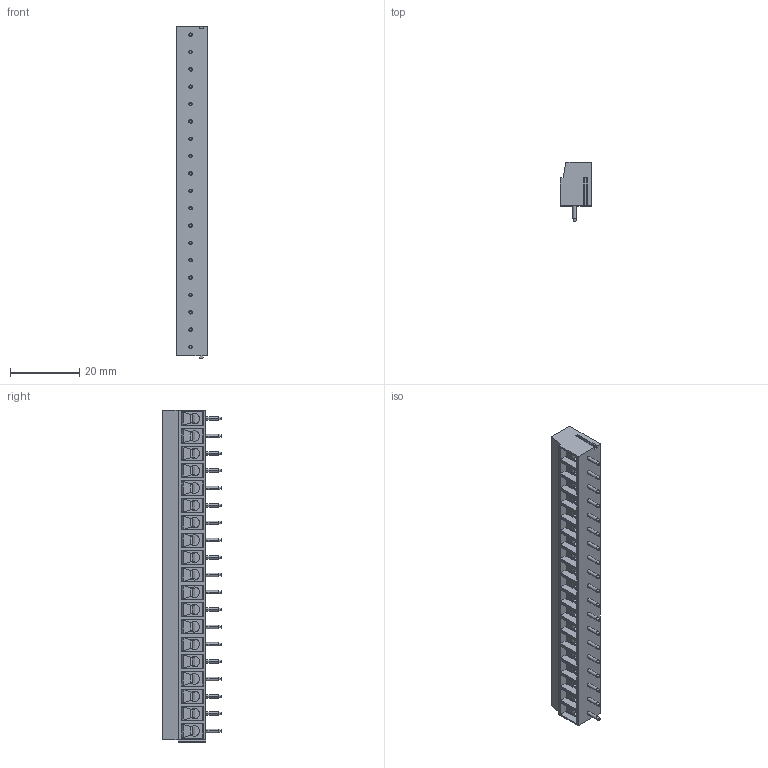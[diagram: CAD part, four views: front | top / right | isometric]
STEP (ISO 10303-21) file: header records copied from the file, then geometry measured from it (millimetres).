
FILE_DESCRIPTION((''),'2;1');
FILE_NAME('PRT0050','2024-10-19T',('yanfa'),(''),'PRO/ENGINEER BY PARAMETRIC TECHNOLOGY CORPORATION, 2009280','PRO/ENGINEER BY PARAMETRIC TECHNOLOGY CORPORATION, 2009280','');
FILE_SCHEMA(('AUTOMOTIVE_DESIGN_CC2 { 1 2 10303 214 -1 1 5 2 }'));
Length unit declared in the file: millimetre
Products named in the file (1): PRT0050
Bounding box: 9 x 17 x 95.68 mm (x, y, z)
Volume: 8259.4 mm3; surface area: 8069 mm2
Topology: 1 solids, 1 shells, 1259 faces, 3182 edges, 2020 vertices
Faces by surface type: plane 662, cylinder 369, cone 114, extrusion 76, torus 38
Entity records: 38524 total; most frequent: CARTESIAN_POINT 8256, ORIENTED_EDGE 6364, DIRECTION 6128, EDGE_CURVE 3182, AXIS2_PLACEMENT_3D 2073, VERTEX_POINT 2020, VECTOR 1982, LINE 1906
